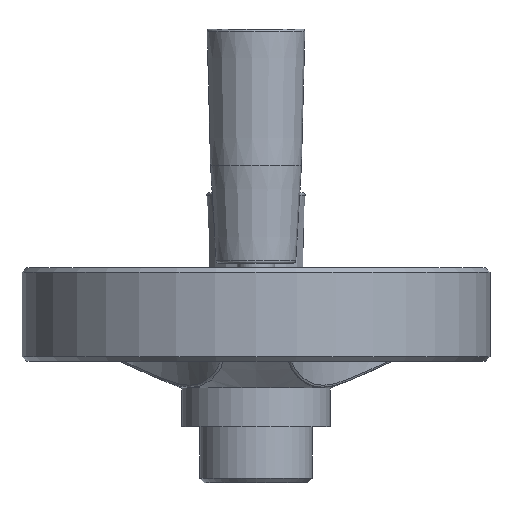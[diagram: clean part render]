
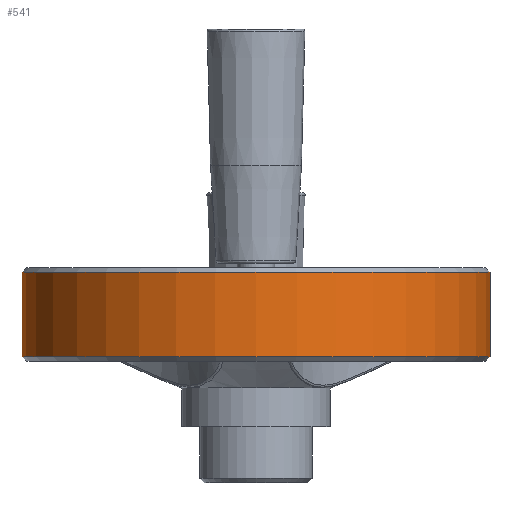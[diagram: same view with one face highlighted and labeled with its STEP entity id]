
A CAD part, left-side view. The second image highlights one B-rep face of the part: STEP entity #541.
In plain terms, the highlighted cylindrical face has radius 50 mm (diameter 100 mm), a full revolution.
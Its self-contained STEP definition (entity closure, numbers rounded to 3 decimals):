
#541 = ADVANCED_FACE( '', ( #950, #951 ), #952, .T. );
#950 = FACE_OUTER_BOUND( '', #2605, .T. );
#951 = FACE_OUTER_BOUND( '', #2606, .T. );
#952 = CYLINDRICAL_SURFACE( '', #2607, 50. );
#2605 = EDGE_LOOP( '', ( #3969 ) );
#2606 = EDGE_LOOP( '', ( #3970 ) );
#2607 = AXIS2_PLACEMENT_3D( '', #3971, #3972, #3973 );
#3969 = ORIENTED_EDGE( '', *, *, #4240, .T. );
#3970 = ORIENTED_EDGE( '', *, *, #4237, .T. );
#3971 = CARTESIAN_POINT( '', ( 0., 0., 34. ) );
#3972 = DIRECTION( '', ( 0., 0., -1. ) );
#3973 = DIRECTION( '', ( 1., 0., 0. ) );
#4237 = EDGE_CURVE( '', #4755, #4755, #4756, .T. );
#4240 = EDGE_CURVE( '', #4761, #4761, #4762, .T. );
#4755 = VERTEX_POINT( '', #5493 );
#4756 = CIRCLE( '', #5494, 50. );
#4761 = VERTEX_POINT( '', #5499 );
#4762 = CIRCLE( '', #5500, 50. );
#5493 = CARTESIAN_POINT( '', ( -50., 0., 33. ) );
#5494 = AXIS2_PLACEMENT_3D( '', #8862, #8863, #8864 );
#5499 = CARTESIAN_POINT( '', ( 50., 0., 15. ) );
#5500 = AXIS2_PLACEMENT_3D( '', #8871, #8872, #8873 );
#8862 = CARTESIAN_POINT( '', ( 0., 0., 33. ) );
#8863 = DIRECTION( '', ( 0., 0., -1. ) );
#8864 = DIRECTION( '', ( -1., 0., 0. ) );
#8871 = CARTESIAN_POINT( '', ( 0., 0., 15. ) );
#8872 = DIRECTION( '', ( 0., 0., 1. ) );
#8873 = DIRECTION( '', ( 1., 0., 0. ) );
